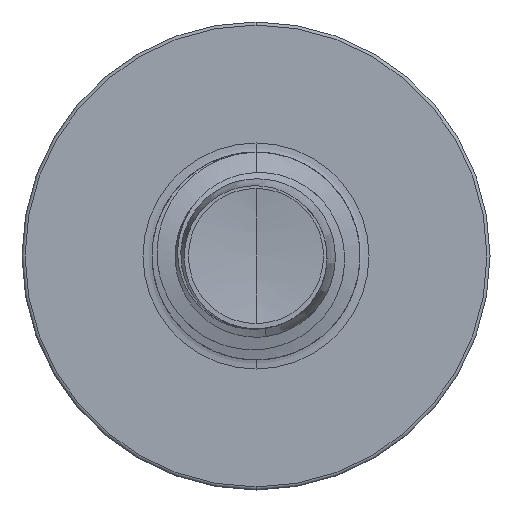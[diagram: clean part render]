
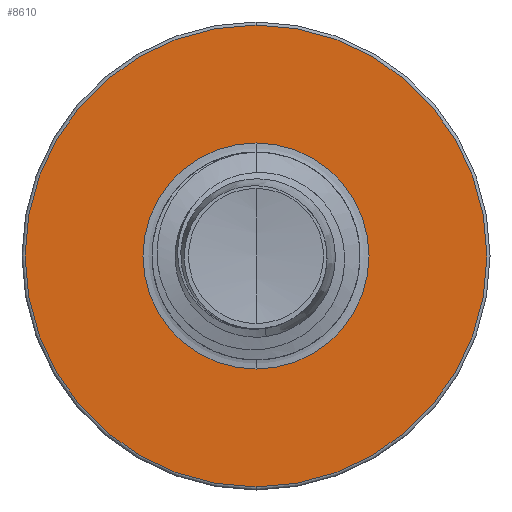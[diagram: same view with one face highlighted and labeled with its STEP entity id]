
A CAD part, front view. The second image highlights one B-rep face of the part: STEP entity #8610.
In plain terms, the highlighted planar face has unit normal (0, -1, 0).
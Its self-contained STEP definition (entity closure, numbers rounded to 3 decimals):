
#258 = EDGE_CURVE ( 'NONE', #12876, #2283, #13928, .T. ) ;
#682 = ORIENTED_EDGE ( 'NONE', *, *, #17577, .T. ) ;
#931 = FACE_BOUND ( 'NONE', #5147, .T. ) ;
#1061 = AXIS2_PLACEMENT_3D ( 'NONE', #8634, #18774, #10746 ) ;
#1465 = AXIS2_PLACEMENT_3D ( 'NONE', #15415, #4379, #16734 ) ;
#2283 = VERTEX_POINT ( 'NONE', #5891 ) ;
#4211 = DIRECTION ( 'NONE',  ( 0., 0., 1. ) ) ;
#4232 = DIRECTION ( 'NONE',  ( 0., 1., 0. ) ) ;
#4237 = CARTESIAN_POINT ( 'NONE',  ( 0., 8., 0. ) ) ;
#4379 = DIRECTION ( 'NONE',  ( 0., 1., 0. ) ) ;
#4791 = FACE_OUTER_BOUND ( 'NONE', #9963, .T. ) ;
#5147 = EDGE_LOOP ( 'NONE', ( #13956, #682 ) ) ;
#5412 = CARTESIAN_POINT ( 'NONE',  ( 0., 8., -2.174 ) ) ;
#5563 = AXIS2_PLACEMENT_3D ( 'NONE', #4237, #4232, #4211 ) ;
#5629 = DIRECTION ( 'NONE',  ( 0., 0., 1. ) ) ;
#5634 = DIRECTION ( 'NONE',  ( 0., 1., 0. ) ) ;
#5664 = CARTESIAN_POINT ( 'NONE',  ( 0., 8., 0. ) ) ;
#5891 = CARTESIAN_POINT ( 'NONE',  ( 0., 8., -4.44 ) ) ;
#8145 = ORIENTED_EDGE ( 'NONE', *, *, #19952, .F. ) ;
#8281 = VERTEX_POINT ( 'NONE', #5412 ) ;
#8610 = ADVANCED_FACE ( 'NONE', ( #4791, #931 ), #20410, .F. ) ;
#8634 = CARTESIAN_POINT ( 'NONE',  ( 0., 8., 0. ) ) ;
#8668 = CARTESIAN_POINT ( 'NONE',  ( 0., 8., 4.44 ) ) ;
#9963 = EDGE_LOOP ( 'NONE', ( #13471, #8145 ) ) ;
#10746 = DIRECTION ( 'NONE',  ( 0., 0., 1. ) ) ;
#11847 = CIRCLE ( 'NONE', #5563, 2.174 ) ;
#12674 = CIRCLE ( 'NONE', #1061, 4.44 ) ;
#12876 = VERTEX_POINT ( 'NONE', #8668 ) ;
#13471 = ORIENTED_EDGE ( 'NONE', *, *, #258, .F. ) ;
#13928 = CIRCLE ( 'NONE', #16302, 4.44 ) ;
#13956 = ORIENTED_EDGE ( 'NONE', *, *, #19929, .T. ) ;
#14038 = AXIS2_PLACEMENT_3D ( 'NONE', #20430, #20390, #20370 ) ;
#15415 = CARTESIAN_POINT ( 'NONE',  ( 0., 8., 0. ) ) ;
#16302 = AXIS2_PLACEMENT_3D ( 'NONE', #5664, #5634, #5629 ) ;
#16725 = VERTEX_POINT ( 'NONE', #19659 ) ;
#16734 = DIRECTION ( 'NONE',  ( 0., 0., 1. ) ) ;
#17577 = EDGE_CURVE ( 'NONE', #8281, #16725, #11847, .T. ) ;
#18774 = DIRECTION ( 'NONE',  ( 0., 1., 0. ) ) ;
#19225 = CIRCLE ( 'NONE', #1465, 2.174 ) ;
#19659 = CARTESIAN_POINT ( 'NONE',  ( 0., 8., 2.174 ) ) ;
#19929 = EDGE_CURVE ( 'NONE', #16725, #8281, #19225, .T. ) ;
#19952 = EDGE_CURVE ( 'NONE', #2283, #12876, #12674, .T. ) ;
#20370 = DIRECTION ( 'NONE',  ( 0., 0., 1. ) ) ;
#20390 = DIRECTION ( 'NONE',  ( 0., 1., 0. ) ) ;
#20410 = PLANE ( 'NONE',  #14038 ) ;
#20430 = CARTESIAN_POINT ( 'NONE',  ( 0., 8., -2.174 ) ) ;
